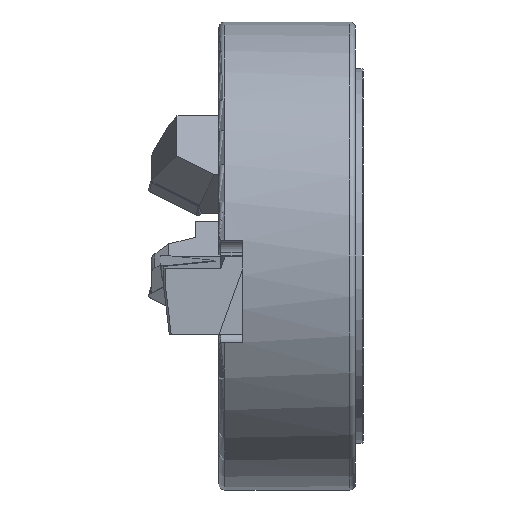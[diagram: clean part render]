
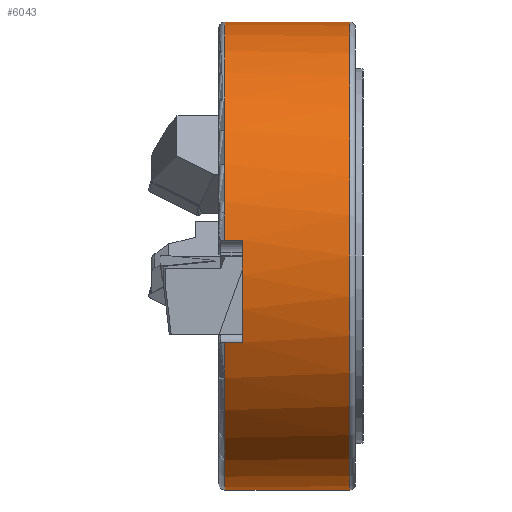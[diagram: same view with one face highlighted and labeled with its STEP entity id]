
A CAD part, front view. The second image highlights one B-rep face of the part: STEP entity #6043.
In plain terms, the highlighted cylindrical face has radius 60 mm (diameter 120 mm), a partial arc.
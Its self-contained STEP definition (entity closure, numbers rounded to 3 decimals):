
#49 = LINE ( 'NONE', #2739, #5744 ) ;
#61 = LINE ( 'NONE', #1316, #327 ) ;
#101 = EDGE_CURVE ( 'NONE', #4065, #3566, #61, .T. ) ;
#313 = AXIS2_PLACEMENT_3D ( 'NONE', #3693, #5818, #939 ) ;
#327 = VECTOR ( 'NONE', #5095, 1000. ) ;
#377 = ORIENTED_EDGE ( 'NONE', *, *, #101, .T. ) ;
#929 = AXIS2_PLACEMENT_3D ( 'NONE', #1944, #4223, #1989 ) ;
#939 = DIRECTION ( 'NONE',  ( 0., 0., 1. ) ) ;
#1044 = CARTESIAN_POINT ( 'NONE',  ( -145.686, 27.564, 0. ) ) ;
#1289 = CARTESIAN_POINT ( 'NONE',  ( -145.686, -28.178, -22.2 ) ) ;
#1316 = CARTESIAN_POINT ( 'NONE',  ( -147.186, 27.564, 60. ) ) ;
#1671 = FACE_OUTER_BOUND ( 'NONE', #5642, .T. ) ;
#1768 = DIRECTION ( 'NONE',  ( -1., 0., 0. ) ) ;
#1866 = EDGE_CURVE ( 'NONE', #4080, #4012, #5132, .T. ) ;
#1944 = CARTESIAN_POINT ( 'NONE',  ( -141.186, 27.564, 0. ) ) ;
#1989 = DIRECTION ( 'NONE',  ( 0., 0., 1. ) ) ;
#2022 = CIRCLE ( 'NONE', #929, 60. ) ;
#2307 = CARTESIAN_POINT ( 'NONE',  ( -147.186, 27.564, -60. ) ) ;
#2341 = EDGE_CURVE ( 'NONE', #2430, #3566, #4083, .T. ) ;
#2430 = VERTEX_POINT ( 'NONE', #4435 ) ;
#2636 = DIRECTION ( 'NONE',  ( 0., 0., 1. ) ) ;
#2656 = DIRECTION ( 'NONE',  ( -1., 0., 0. ) ) ;
#2739 = CARTESIAN_POINT ( 'NONE',  ( -147.186, -28.178, -22.2 ) ) ;
#2874 = ORIENTED_EDGE ( 'NONE', *, *, #2341, .F. ) ;
#2930 = CARTESIAN_POINT ( 'NONE',  ( -141.186, -32.302, 4. ) ) ;
#2998 = EDGE_CURVE ( 'NONE', #6030, #5269, #2022, .T. ) ;
#3046 = CARTESIAN_POINT ( 'NONE',  ( -145.686, 27.564, -60. ) ) ;
#3078 = DIRECTION ( 'NONE',  ( -1., 0., 0. ) ) ;
#3184 = ORIENTED_EDGE ( 'NONE', *, *, #5193, .T. ) ;
#3485 = CIRCLE ( 'NONE', #6301, 60. ) ;
#3566 = VERTEX_POINT ( 'NONE', #3628 ) ;
#3621 = VECTOR ( 'NONE', #6223, 1000. ) ;
#3628 = CARTESIAN_POINT ( 'NONE',  ( -145.686, 27.564, 60. ) ) ;
#3649 = CARTESIAN_POINT ( 'NONE',  ( -147.186, 27.564, 0. ) ) ;
#3693 = CARTESIAN_POINT ( 'NONE',  ( -145.686, 27.564, 0. ) ) ;
#3746 = DIRECTION ( 'NONE',  ( 0., 0., 1. ) ) ;
#3805 = EDGE_CURVE ( 'NONE', #5494, #4065, #3485, .T. ) ;
#3883 = ORIENTED_EDGE ( 'NONE', *, *, #1866, .F. ) ;
#4012 = VERTEX_POINT ( 'NONE', #1289 ) ;
#4065 = VERTEX_POINT ( 'NONE', #5790 ) ;
#4080 = VERTEX_POINT ( 'NONE', #3046 ) ;
#4083 = CIRCLE ( 'NONE', #5812, 60. ) ;
#4223 = DIRECTION ( 'NONE',  ( -1., 0., 0. ) ) ;
#4234 = ORIENTED_EDGE ( 'NONE', *, *, #5666, .T. ) ;
#4382 = DIRECTION ( 'NONE',  ( -1., 0., 0. ) ) ;
#4435 = CARTESIAN_POINT ( 'NONE',  ( -145.686, -32.302, 4. ) ) ;
#4633 = CARTESIAN_POINT ( 'NONE',  ( -147.186, -32.302, 4. ) ) ;
#4691 = EDGE_CURVE ( 'NONE', #5494, #4080, #5088, .T. ) ;
#4767 = CARTESIAN_POINT ( 'NONE',  ( -113.686, 27.564, -60. ) ) ;
#4854 = AXIS2_PLACEMENT_3D ( 'NONE', #3649, #3078, #3746 ) ;
#4869 = CYLINDRICAL_SURFACE ( 'NONE', #4854, 60. ) ;
#4899 = VECTOR ( 'NONE', #5641, 1000. ) ;
#5088 = LINE ( 'NONE', #2307, #3621 ) ;
#5095 = DIRECTION ( 'NONE',  ( -1., 0., 0. ) ) ;
#5132 = CIRCLE ( 'NONE', #313, 60. ) ;
#5193 = EDGE_CURVE ( 'NONE', #2430, #5269, #6359, .T. ) ;
#5269 = VERTEX_POINT ( 'NONE', #2930 ) ;
#5493 = CARTESIAN_POINT ( 'NONE',  ( -113.686, 27.564, 0. ) ) ;
#5494 = VERTEX_POINT ( 'NONE', #4767 ) ;
#5641 = DIRECTION ( 'NONE',  ( 1., 0., 0. ) ) ;
#5642 = EDGE_LOOP ( 'NONE', ( #6658, #5997, #377, #2874, #3184, #6963, #4234, #3883 ) ) ;
#5666 = EDGE_CURVE ( 'NONE', #6030, #4012, #49, .T. ) ;
#5744 = VECTOR ( 'NONE', #1768, 1000. ) ;
#5790 = CARTESIAN_POINT ( 'NONE',  ( -113.686, 27.564, 60. ) ) ;
#5812 = AXIS2_PLACEMENT_3D ( 'NONE', #1044, #2656, #2636 ) ;
#5818 = DIRECTION ( 'NONE',  ( -1., 0., 0. ) ) ;
#5997 = ORIENTED_EDGE ( 'NONE', *, *, #3805, .T. ) ;
#6030 = VERTEX_POINT ( 'NONE', #6894 ) ;
#6041 = DIRECTION ( 'NONE',  ( 0., 0., 1. ) ) ;
#6043 = ADVANCED_FACE ( 'NONE', ( #1671 ), #4869, .T. ) ;
#6223 = DIRECTION ( 'NONE',  ( -1., 0., 0. ) ) ;
#6301 = AXIS2_PLACEMENT_3D ( 'NONE', #5493, #4382, #6041 ) ;
#6359 = LINE ( 'NONE', #4633, #4899 ) ;
#6658 = ORIENTED_EDGE ( 'NONE', *, *, #4691, .F. ) ;
#6894 = CARTESIAN_POINT ( 'NONE',  ( -141.186, -28.178, -22.2 ) ) ;
#6963 = ORIENTED_EDGE ( 'NONE', *, *, #2998, .F. ) ;
